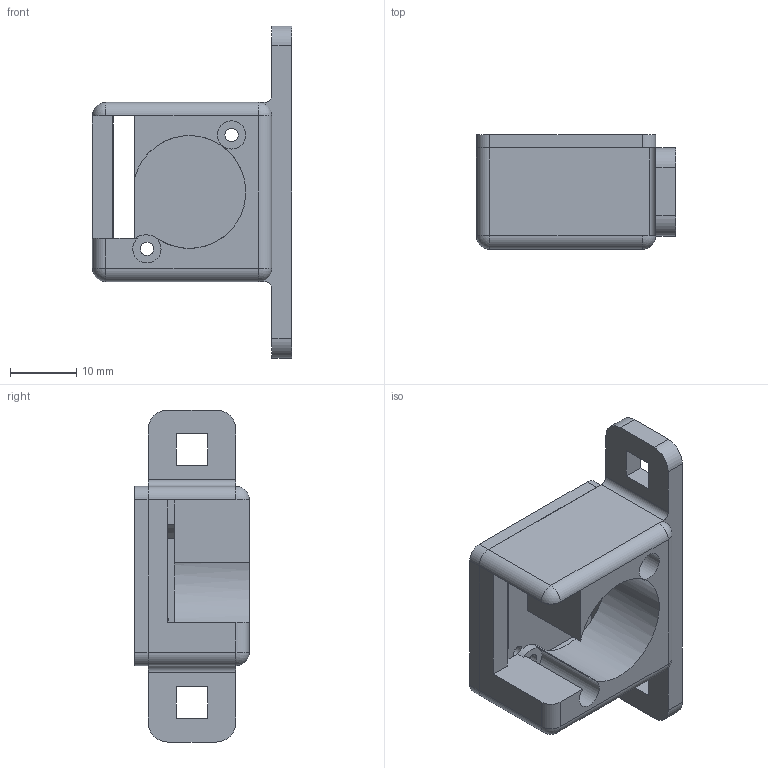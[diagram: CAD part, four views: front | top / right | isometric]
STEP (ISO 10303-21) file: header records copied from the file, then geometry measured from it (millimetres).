
FILE_DESCRIPTION(/* description */ (''),/* implementation_level */ '2;1');
FILE_NAME(/* name */ 'Maxbotix MaxSonar Vertical Mount.step',/* time_stamp */ '2018-09-09T17:18:55-04:00',/* author */ (''),/* organization */ (''),/* preprocessor_version */ 'ST-DEVELOPER v17.2',/* originating_system */ 'Autodesk Translation Framework v7.6.0.251',/* authorisation */ '');
FILE_SCHEMA (('AUTOMOTIVE_DESIGN { 1 0 10303 214 3 1 1 }'));
Length unit declared in the file: millimetre
Products named in the file (1): FusionComponent
Bounding box: 30 x 17.25 x 50 mm (x, y, z)
Volume: 8047.8 mm3; surface area: 6159.6 mm2
Topology: 2 solids, 2 shells, 76 faces, 207 edges, 135 vertices
Faces by surface type: plane 47, cylinder 25, sphere 4
Full cylindrical faces by diameter (mm): 2 x4, 4.25 x1
Entity records: 2467 total; most frequent: CARTESIAN_POINT 419, DIRECTION 418, ORIENTED_EDGE 414, EDGE_CURVE 207, LINE 150, VECTOR 150, VERTEX_POINT 135, AXIS2_PLACEMENT_3D 134
